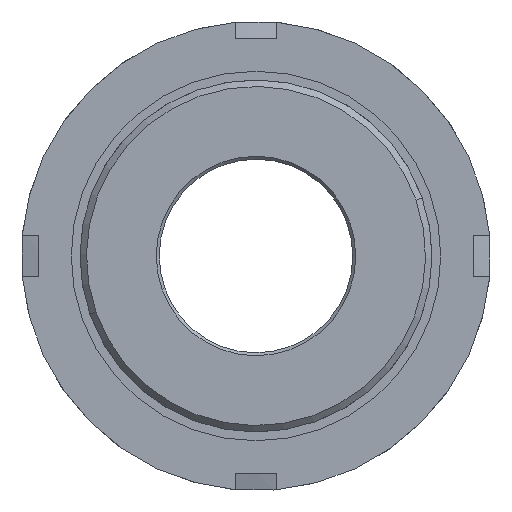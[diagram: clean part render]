
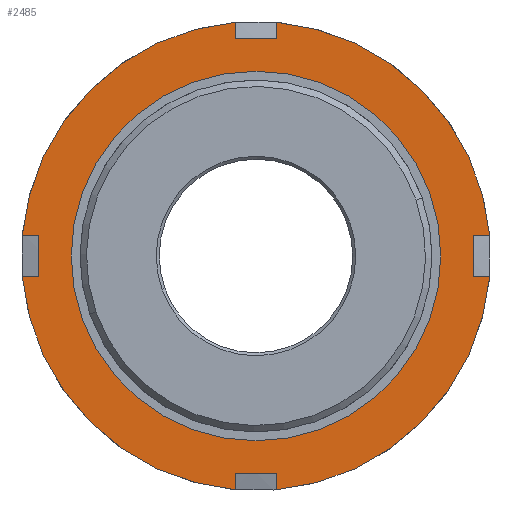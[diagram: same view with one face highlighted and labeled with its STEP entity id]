
A CAD part, front view. The second image highlights one B-rep face of the part: STEP entity #2485.
In plain terms, the highlighted planar face has unit normal (0, -1, 0).
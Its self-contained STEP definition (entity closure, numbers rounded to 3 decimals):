
#1 = EDGE_CURVE ( 'NONE', #931, #788, #847, .T. ) ;
#20 = EDGE_CURVE ( 'NONE', #989, #2160, #1241, .T. ) ;
#23 = LINE ( 'NONE', #2167, #708 ) ;
#43 = ORIENTED_EDGE ( 'NONE', *, *, #1, .F. ) ;
#65 = FACE_BOUND ( 'NONE', #1496, .T. ) ;
#77 = ORIENTED_EDGE ( 'NONE', *, *, #932, .F. ) ;
#84 = DIRECTION ( 'NONE',  ( 0., 1., 0. ) ) ;
#133 = DIRECTION ( 'NONE',  ( 0., 0., -1. ) ) ;
#138 = CARTESIAN_POINT ( 'NONE',  ( -31.5, -24.968, 0. ) ) ;
#214 = CIRCLE ( 'NONE', #1358, 40. ) ;
#224 = ORIENTED_EDGE ( 'NONE', *, *, #2003, .T. ) ;
#233 = CARTESIAN_POINT ( 'NONE',  ( 3.5, -24.968, 0. ) ) ;
#267 = VERTEX_POINT ( 'NONE', #2504 ) ;
#274 = LINE ( 'NONE', #1356, #2037 ) ;
#280 = CARTESIAN_POINT ( 'NONE',  ( -39.847, -24.968, 3.5 ) ) ;
#289 = EDGE_CURVE ( 'NONE', #693, #700, #1406, .T. ) ;
#357 = DIRECTION ( 'NONE',  ( 0., 0., -1. ) ) ;
#370 = CARTESIAN_POINT ( 'NONE',  ( 0., -24.968, -37. ) ) ;
#379 = AXIS2_PLACEMENT_3D ( 'NONE', #2649, #1373, #1986 ) ;
#389 = LINE ( 'NONE', #370, #699 ) ;
#393 = DIRECTION ( 'NONE',  ( 0., 1., 0. ) ) ;
#399 = VECTOR ( 'NONE', #920, 1000. ) ;
#404 = CARTESIAN_POINT ( 'NONE',  ( 0., -24.968, 0. ) ) ;
#406 = EDGE_CURVE ( 'NONE', #700, #931, #1474, .T. ) ;
#422 = VERTEX_POINT ( 'NONE', #517 ) ;
#423 = EDGE_CURVE ( 'NONE', #1541, #788, #462, .T. ) ;
#431 = DIRECTION ( 'NONE',  ( -1., 0., 0. ) ) ;
#450 = VERTEX_POINT ( 'NONE', #1559 ) ;
#462 = LINE ( 'NONE', #685, #1588 ) ;
#480 = CARTESIAN_POINT ( 'NONE',  ( -3.5, -24.968, 37. ) ) ;
#517 = CARTESIAN_POINT ( 'NONE',  ( 37., -24.968, -3.5 ) ) ;
#518 = LINE ( 'NONE', #2161, #399 ) ;
#534 = EDGE_CURVE ( 'NONE', #693, #1183, #518, .T. ) ;
#541 = VERTEX_POINT ( 'NONE', #2585 ) ;
#568 = DIRECTION ( 'NONE',  ( -1., 0., 0. ) ) ;
#582 = DIRECTION ( 'NONE',  ( -1., 0., 0. ) ) ;
#620 = VECTOR ( 'NONE', #2388, 1000. ) ;
#656 = LINE ( 'NONE', #2202, #737 ) ;
#660 = DIRECTION ( 'NONE',  ( 0., 1., 0. ) ) ;
#685 = CARTESIAN_POINT ( 'NONE',  ( 0., -24.968, 3.5 ) ) ;
#693 = VERTEX_POINT ( 'NONE', #2286 ) ;
#699 = VECTOR ( 'NONE', #2007, 1000. ) ;
#700 = VERTEX_POINT ( 'NONE', #820 ) ;
#706 = VECTOR ( 'NONE', #357, 1000. ) ;
#708 = VECTOR ( 'NONE', #926, 1000. ) ;
#737 = VECTOR ( 'NONE', #964, 1000. ) ;
#748 = EDGE_CURVE ( 'NONE', #1747, #1116, #1684, .T. ) ;
#753 = CARTESIAN_POINT ( 'NONE',  ( 37., -24.968, 3.5 ) ) ;
#766 = DIRECTION ( 'NONE',  ( 0., 1., 0. ) ) ;
#774 = ORIENTED_EDGE ( 'NONE', *, *, #1609, .F. ) ;
#785 = EDGE_CURVE ( 'NONE', #450, #2111, #23, .T. ) ;
#788 = VERTEX_POINT ( 'NONE', #2157 ) ;
#820 = CARTESIAN_POINT ( 'NONE',  ( -39.847, -24.968, -3.5 ) ) ;
#827 = ORIENTED_EDGE ( 'NONE', *, *, #406, .F. ) ;
#842 = CARTESIAN_POINT ( 'NONE',  ( 3.5, -24.968, -37. ) ) ;
#847 = LINE ( 'NONE', #1931, #2240 ) ;
#850 = EDGE_CURVE ( 'NONE', #1856, #2409, #274, .T. ) ;
#865 = DIRECTION ( 'NONE',  ( -1., 0., 0. ) ) ;
#920 = DIRECTION ( 'NONE',  ( 0., 0., 1. ) ) ;
#926 = DIRECTION ( 'NONE',  ( 0., 0., -1. ) ) ;
#931 = VERTEX_POINT ( 'NONE', #1806 ) ;
#932 = EDGE_CURVE ( 'NONE', #2160, #422, #1586, .T. ) ;
#964 = DIRECTION ( 'NONE',  ( 1., 0., 0. ) ) ;
#987 = CARTESIAN_POINT ( 'NONE',  ( 37., -24.968, 0. ) ) ;
#989 = VERTEX_POINT ( 'NONE', #1386 ) ;
#1003 = ORIENTED_EDGE ( 'NONE', *, *, #289, .F. ) ;
#1029 = DIRECTION ( 'NONE',  ( -1., 0., 0. ) ) ;
#1054 = CARTESIAN_POINT ( 'NONE',  ( 0., -24.968, -3.5 ) ) ;
#1056 = ORIENTED_EDGE ( 'NONE', *, *, #20, .F. ) ;
#1098 = VERTEX_POINT ( 'NONE', #842 ) ;
#1104 = CIRCLE ( 'NONE', #1926, 40. ) ;
#1111 = LINE ( 'NONE', #233, #2278 ) ;
#1116 = VERTEX_POINT ( 'NONE', #1920 ) ;
#1177 = ORIENTED_EDGE ( 'NONE', *, *, #2490, .F. ) ;
#1183 = VERTEX_POINT ( 'NONE', #2595 ) ;
#1207 = DIRECTION ( 'NONE',  ( 0., 0., 1. ) ) ;
#1241 = LINE ( 'NONE', #2168, #620 ) ;
#1260 = DIRECTION ( 'NONE',  ( -1., 0., 0. ) ) ;
#1272 = EDGE_CURVE ( 'NONE', #450, #989, #2268, .T. ) ;
#1274 = EDGE_CURVE ( 'NONE', #267, #541, #1104, .T. ) ;
#1356 = CARTESIAN_POINT ( 'NONE',  ( -3.5, -24.968, 0. ) ) ;
#1358 = AXIS2_PLACEMENT_3D ( 'NONE', #2136, #84, #2584 ) ;
#1373 = DIRECTION ( 'NONE',  ( 0., 1., 0. ) ) ;
#1386 = CARTESIAN_POINT ( 'NONE',  ( 39.847, -24.968, 3.5 ) ) ;
#1397 = CARTESIAN_POINT ( 'NONE',  ( 0., -24.968, 0. ) ) ;
#1406 = CIRCLE ( 'NONE', #2028, 40. ) ;
#1417 = ORIENTED_EDGE ( 'NONE', *, *, #850, .F. ) ;
#1474 = LINE ( 'NONE', #1905, #1851 ) ;
#1494 = CARTESIAN_POINT ( 'NONE',  ( 0., -24.968, 0. ) ) ;
#1495 = LINE ( 'NONE', #1054, #1706 ) ;
#1496 = EDGE_LOOP ( 'NONE', ( #1990, #224 ) ) ;
#1515 = DIRECTION ( 'NONE',  ( 1., 0., 0. ) ) ;
#1541 = VERTEX_POINT ( 'NONE', #280 ) ;
#1559 = CARTESIAN_POINT ( 'NONE',  ( 3.5, -24.968, 39.847 ) ) ;
#1572 = ORIENTED_EDGE ( 'NONE', *, *, #534, .T. ) ;
#1586 = LINE ( 'NONE', #987, #706 ) ;
#1588 = VECTOR ( 'NONE', #1772, 1000. ) ;
#1595 = DIRECTION ( 'NONE',  ( 0., 1., 0. ) ) ;
#1609 = EDGE_CURVE ( 'NONE', #1541, #1856, #214, .T. ) ;
#1674 = CIRCLE ( 'NONE', #1685, 31.5 ) ;
#1684 = CIRCLE ( 'NONE', #1734, 31.5 ) ;
#1685 = AXIS2_PLACEMENT_3D ( 'NONE', #404, #766, #582 ) ;
#1706 = VECTOR ( 'NONE', #1029, 1000. ) ;
#1734 = AXIS2_PLACEMENT_3D ( 'NONE', #2092, #660, #431 ) ;
#1747 = VERTEX_POINT ( 'NONE', #138 ) ;
#1761 = ORIENTED_EDGE ( 'NONE', *, *, #1274, .F. ) ;
#1772 = DIRECTION ( 'NONE',  ( 1., 0., 0. ) ) ;
#1787 = AXIS2_PLACEMENT_3D ( 'NONE', #1825, #393, #568 ) ;
#1806 = CARTESIAN_POINT ( 'NONE',  ( -37., -24.968, -3.5 ) ) ;
#1823 = CARTESIAN_POINT ( 'NONE',  ( -3.5, -24.968, 39.847 ) ) ;
#1825 = CARTESIAN_POINT ( 'NONE',  ( 0., -24.968, 0. ) ) ;
#1851 = VECTOR ( 'NONE', #1515, 1000. ) ;
#1856 = VERTEX_POINT ( 'NONE', #1823 ) ;
#1864 = ORIENTED_EDGE ( 'NONE', *, *, #1908, .T. ) ;
#1870 = DIRECTION ( 'NONE',  ( 0., 1., 0. ) ) ;
#1905 = CARTESIAN_POINT ( 'NONE',  ( 0., -24.968, -3.5 ) ) ;
#1908 = EDGE_CURVE ( 'NONE', #267, #422, #1495, .T. ) ;
#1914 = CARTESIAN_POINT ( 'NONE',  ( 3.5, -24.968, 37. ) ) ;
#1920 = CARTESIAN_POINT ( 'NONE',  ( 31.5, -24.968, 0. ) ) ;
#1926 = AXIS2_PLACEMENT_3D ( 'NONE', #1397, #1595, #1260 ) ;
#1931 = CARTESIAN_POINT ( 'NONE',  ( -37., -24.968, 0. ) ) ;
#1968 = EDGE_CURVE ( 'NONE', #1098, #1183, #389, .T. ) ;
#1986 = DIRECTION ( 'NONE',  ( -1., 0., 0. ) ) ;
#1990 = ORIENTED_EDGE ( 'NONE', *, *, #748, .T. ) ;
#2003 = EDGE_CURVE ( 'NONE', #1116, #1747, #1674, .T. ) ;
#2007 = DIRECTION ( 'NONE',  ( -1., 0., 0. ) ) ;
#2028 = AXIS2_PLACEMENT_3D ( 'NONE', #1494, #1870, #865 ) ;
#2037 = VECTOR ( 'NONE', #133, 1000. ) ;
#2079 = ORIENTED_EDGE ( 'NONE', *, *, #1968, .F. ) ;
#2092 = CARTESIAN_POINT ( 'NONE',  ( 0., -24.968, 0. ) ) ;
#2111 = VERTEX_POINT ( 'NONE', #1914 ) ;
#2136 = CARTESIAN_POINT ( 'NONE',  ( 0., -24.968, 0. ) ) ;
#2157 = CARTESIAN_POINT ( 'NONE',  ( -37., -24.968, 3.5 ) ) ;
#2158 = DIRECTION ( 'NONE',  ( 0., 0., 1. ) ) ;
#2160 = VERTEX_POINT ( 'NONE', #753 ) ;
#2161 = CARTESIAN_POINT ( 'NONE',  ( -3.5, -24.968, 0. ) ) ;
#2167 = CARTESIAN_POINT ( 'NONE',  ( 3.5, -24.968, 0. ) ) ;
#2168 = CARTESIAN_POINT ( 'NONE',  ( 0., -24.968, 3.5 ) ) ;
#2202 = CARTESIAN_POINT ( 'NONE',  ( 0., -24.968, 37. ) ) ;
#2240 = VECTOR ( 'NONE', #2158, 1000. ) ;
#2252 = ORIENTED_EDGE ( 'NONE', *, *, #423, .T. ) ;
#2268 = CIRCLE ( 'NONE', #1787, 40. ) ;
#2278 = VECTOR ( 'NONE', #1207, 1000. ) ;
#2286 = CARTESIAN_POINT ( 'NONE',  ( -3.5, -24.968, -39.847 ) ) ;
#2316 = FACE_OUTER_BOUND ( 'NONE', #2406, .T. ) ;
#2387 = ORIENTED_EDGE ( 'NONE', *, *, #1272, .F. ) ;
#2388 = DIRECTION ( 'NONE',  ( -1., 0., 0. ) ) ;
#2405 = PLANE ( 'NONE',  #379 ) ;
#2406 = EDGE_LOOP ( 'NONE', ( #1864, #77, #1056, #2387, #2570, #1177, #1417, #774, #2252, #43, #827, #1003, #1572, #2079, #2550, #1761 ) ) ;
#2409 = VERTEX_POINT ( 'NONE', #480 ) ;
#2485 = ADVANCED_FACE ( 'NONE', ( #65, #2316 ), #2405, .F. ) ;
#2490 = EDGE_CURVE ( 'NONE', #2409, #2111, #656, .T. ) ;
#2504 = CARTESIAN_POINT ( 'NONE',  ( 39.847, -24.968, -3.5 ) ) ;
#2550 = ORIENTED_EDGE ( 'NONE', *, *, #2655, .F. ) ;
#2570 = ORIENTED_EDGE ( 'NONE', *, *, #785, .T. ) ;
#2584 = DIRECTION ( 'NONE',  ( -1., 0., 0. ) ) ;
#2585 = CARTESIAN_POINT ( 'NONE',  ( 3.5, -24.968, -39.847 ) ) ;
#2595 = CARTESIAN_POINT ( 'NONE',  ( -3.5, -24.968, -37. ) ) ;
#2649 = CARTESIAN_POINT ( 'NONE',  ( 31.5, -24.968, 0. ) ) ;
#2655 = EDGE_CURVE ( 'NONE', #541, #1098, #1111, .T. ) ;
